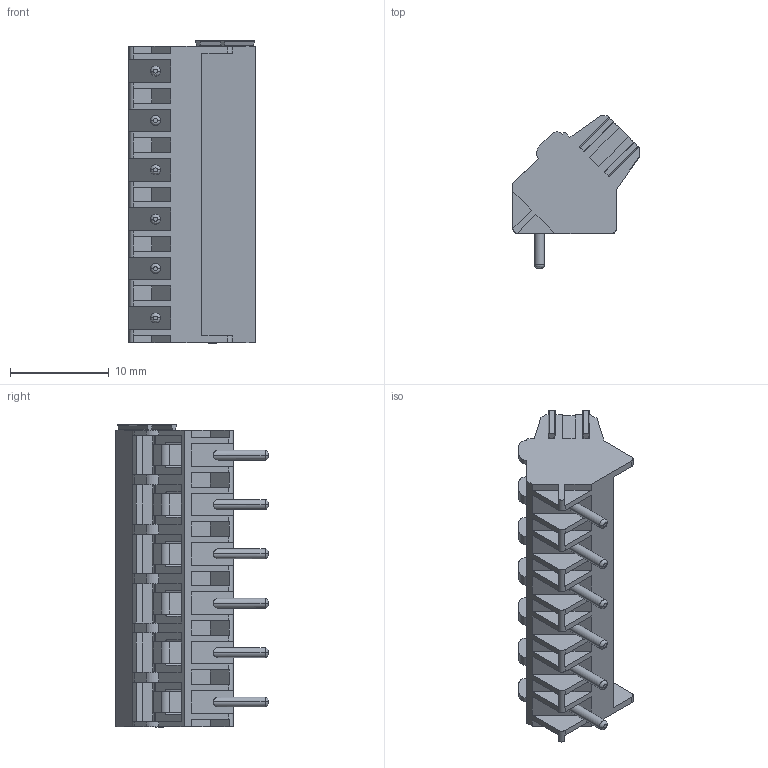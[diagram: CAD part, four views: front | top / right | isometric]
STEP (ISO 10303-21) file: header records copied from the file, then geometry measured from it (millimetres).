
FILE_DESCRIPTION((''),'2;1');
FILE_NAME('TL240','2024-11-13T',('yanfa'),(''),'PRO/ENGINEER BY PARAMETRIC TECHNOLOGY CORPORATION, 2009280','PRO/ENGINEER BY PARAMETRIC TECHNOLOGY CORPORATION, 2009280','');
FILE_SCHEMA(('AUTOMOTIVE_DESIGN_CC2 { 1 2 10303 214 -1 1 5 2 }'));
Length unit declared in the file: millimetre
Products named in the file (1): TL240
Bounding box: 12.8 x 15.4 x 30.68 mm (x, y, z)
Volume: 2284.5 mm3; surface area: 2718.4 mm2
Topology: 1 solids, 1 shells, 596 faces, 1707 edges, 1126 vertices
Faces by surface type: plane 376, cylinder 160, torus 24, cone 24, bspline 12
Entity records: 20046 total; most frequent: CARTESIAN_POINT 4149, ORIENTED_EDGE 3414, DIRECTION 3255, EDGE_CURVE 1707, VECTOR 1183, LINE 1183, VERTEX_POINT 1126, AXIS2_PLACEMENT_3D 1036
